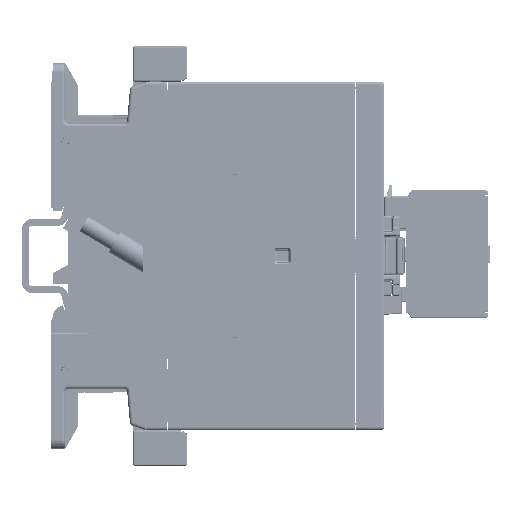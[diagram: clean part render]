
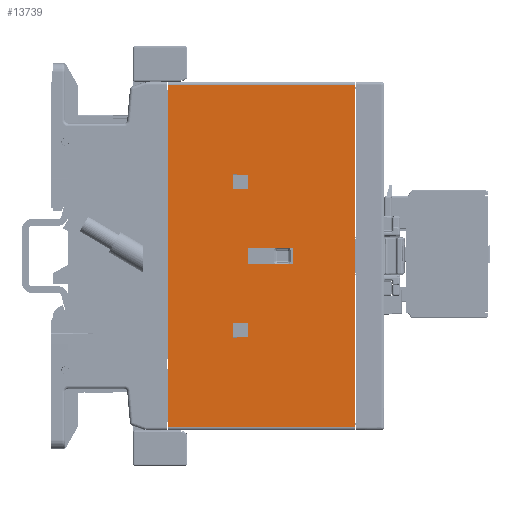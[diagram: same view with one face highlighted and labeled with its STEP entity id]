
A CAD part, left-side view. The second image highlights one B-rep face of the part: STEP entity #13739.
In plain terms, the highlighted planar face has unit normal (-1, 0, 0).
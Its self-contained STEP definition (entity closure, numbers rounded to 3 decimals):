
#5667=FACE_BOUND('',#30975,.T.);
#5668=FACE_BOUND('',#30976,.T.);
#5669=FACE_BOUND('',#30977,.T.);
#5670=FACE_BOUND('',#30978,.T.);
#13739=ADVANCED_FACE('',(#5667,#5668,#5669,#5670),#19768,.T.);
#19768=PLANE('',#202131);
#30975=EDGE_LOOP('',(#82675,#82676,#82677,#82678));
#30976=EDGE_LOOP('',(#82679,#82680,#82681,#82682));
#30977=EDGE_LOOP('',(#82683,#82684,#82685,#82686));
#30978=EDGE_LOOP('',(#82687,#82688,#82689,#82690));
#40950=LINE('',#286607,#58221);
#40953=LINE('',#286612,#58224);
#40957=LINE('',#286619,#58228);
#40961=LINE('',#286626,#58232);
#40964=LINE('',#286631,#58235);
#40966=LINE('',#286635,#58237);
#40969=LINE('',#286642,#58240);
#41227=LINE('',#287537,#58498);
#41228=LINE('',#287539,#58499);
#41231=LINE('',#287546,#58502);
#41234=LINE('',#287551,#58505);
#41236=LINE('',#287554,#58507);
#41308=LINE('',#287706,#58579);
#41309=LINE('',#287708,#58580);
#41310=LINE('',#287711,#58581);
#41311=LINE('',#287712,#58582);
#58221=VECTOR('',#220539,1.);
#58224=VECTOR('',#220544,1.);
#58228=VECTOR('',#220550,1.);
#58232=VECTOR('',#220556,1.);
#58235=VECTOR('',#220561,1.);
#58237=VECTOR('',#220565,1.);
#58240=VECTOR('',#220570,1.);
#58498=VECTOR('',#221420,1.);
#58499=VECTOR('',#221423,1.);
#58502=VECTOR('',#221428,1.);
#58505=VECTOR('',#221433,1.);
#58507=VECTOR('',#221437,1.);
#58579=VECTOR('',#221581,1.);
#58580=VECTOR('',#221584,1.);
#58581=VECTOR('',#221585,1.);
#58582=VECTOR('',#221586,1.);
#82675=ORIENTED_EDGE('',*,*,#156228,.F.);
#82676=ORIENTED_EDGE('',*,*,#156229,.T.);
#82677=ORIENTED_EDGE('',*,*,#156227,.F.);
#82678=ORIENTED_EDGE('',*,*,#156230,.T.);
#82679=ORIENTED_EDGE('',*,*,#156142,.T.);
#82680=ORIENTED_EDGE('',*,*,#156147,.T.);
#82681=ORIENTED_EDGE('',*,*,#155715,.T.);
#82682=ORIENTED_EDGE('',*,*,#156145,.T.);
#82683=ORIENTED_EDGE('',*,*,#155712,.T.);
#82684=ORIENTED_EDGE('',*,*,#155707,.T.);
#82685=ORIENTED_EDGE('',*,*,#156139,.T.);
#82686=ORIENTED_EDGE('',*,*,#155710,.T.);
#82687=ORIENTED_EDGE('',*,*,#155703,.T.);
#82688=ORIENTED_EDGE('',*,*,#156138,.T.);
#82689=ORIENTED_EDGE('',*,*,#155699,.T.);
#82690=ORIENTED_EDGE('',*,*,#155696,.T.);
#123184=VERTEX_POINT('',#286606);
#123185=VERTEX_POINT('',#286608);
#123186=VERTEX_POINT('',#286613);
#123187=VERTEX_POINT('',#286618);
#123188=VERTEX_POINT('',#286622);
#123189=VERTEX_POINT('',#286625);
#123190=VERTEX_POINT('',#286630);
#123191=VERTEX_POINT('',#286632);
#123194=VERTEX_POINT('',#286641);
#123195=VERTEX_POINT('',#286643);
#123466=VERTEX_POINT('',#287545);
#123467=VERTEX_POINT('',#287547);
#123510=VERTEX_POINT('',#287703);
#123511=VERTEX_POINT('',#287705);
#123512=VERTEX_POINT('',#287709);
#123513=VERTEX_POINT('',#287710);
#155696=EDGE_CURVE('',#123185,#123184,#40950,.T.);
#155699=EDGE_CURVE('',#123186,#123185,#40953,.T.);
#155703=EDGE_CURVE('',#123184,#123187,#40957,.T.);
#155707=EDGE_CURVE('',#123188,#123189,#40961,.T.);
#155710=EDGE_CURVE('',#123191,#123190,#40964,.T.);
#155712=EDGE_CURVE('',#123190,#123188,#40966,.T.);
#155715=EDGE_CURVE('',#123195,#123194,#40969,.T.);
#156138=EDGE_CURVE('',#123187,#123186,#41227,.T.);
#156139=EDGE_CURVE('',#123189,#123191,#41228,.T.);
#156142=EDGE_CURVE('',#123467,#123466,#41231,.T.);
#156145=EDGE_CURVE('',#123194,#123467,#41234,.T.);
#156147=EDGE_CURVE('',#123466,#123195,#41236,.T.);
#156227=EDGE_CURVE('',#123511,#123510,#41308,.T.);
#156228=EDGE_CURVE('',#123512,#123513,#41309,.T.);
#156229=EDGE_CURVE('',#123512,#123510,#41310,.T.);
#156230=EDGE_CURVE('',#123511,#123513,#41311,.T.);
#202131=AXIS2_PLACEMENT_3D('',#287713,#221587,#221588);
#220539=DIRECTION('',(0.,1.,-0.009));
#220544=DIRECTION('',(0.,0.,-1.));
#220550=DIRECTION('',(0.,0.,1.));
#220556=DIRECTION('',(0.,0.,1.));
#220561=DIRECTION('',(0.,0.,-1.));
#220565=DIRECTION('',(0.,1.,-0.009));
#220570=DIRECTION('',(0.,0.,-1.));
#221420=DIRECTION('',(0.,-1.,-0.009));
#221423=DIRECTION('',(0.,-1.,-0.009));
#221428=DIRECTION('',(0.,0.,1.));
#221433=DIRECTION('',(0.,1.,0.));
#221437=DIRECTION('',(0.,-1.,0.));
#221581=DIRECTION('',(0.,-1.,0.));
#221584=DIRECTION('',(0.,1.,0.));
#221585=DIRECTION('',(0.,0.,1.));
#221586=DIRECTION('',(0.,0.,-1.));
#221587=DIRECTION('',(-1.,0.,0.));
#221588=DIRECTION('',(0.,-1.,0.));
#286606=CARTESIAN_POINT('',(-131.227,-56.547,-22.443));
#286607=CARTESIAN_POINT('',(-131.227,-56.547,-22.443));
#286608=CARTESIAN_POINT('',(-131.227,-61.616,-22.399));
#286612=CARTESIAN_POINT('',(-131.227,-61.616,-22.399));
#286613=CARTESIAN_POINT('',(-131.227,-61.616,-17.634));
#286618=CARTESIAN_POINT('',(-131.227,-56.547,-17.59));
#286619=CARTESIAN_POINT('',(-131.227,-56.547,-17.59));
#286622=CARTESIAN_POINT('',(-131.227,-56.547,25.557));
#286625=CARTESIAN_POINT('',(-131.227,-56.547,30.41));
#286626=CARTESIAN_POINT('',(-131.227,-56.547,30.41));
#286630=CARTESIAN_POINT('',(-131.227,-61.616,25.601));
#286631=CARTESIAN_POINT('',(-131.227,-61.616,25.601));
#286632=CARTESIAN_POINT('',(-131.227,-61.616,30.366));
#286635=CARTESIAN_POINT('',(-131.227,-56.547,25.557));
#286641=CARTESIAN_POINT('',(-131.227,-76.112,1.452));
#286642=CARTESIAN_POINT('',(-131.227,-76.112,1.452));
#286643=CARTESIAN_POINT('',(-131.227,-76.112,6.515));
#287537=CARTESIAN_POINT('',(-131.227,-61.616,-17.634));
#287539=CARTESIAN_POINT('',(-131.227,-61.616,30.366));
#287545=CARTESIAN_POINT('',(-131.227,-61.549,6.515));
#287546=CARTESIAN_POINT('',(-131.227,-61.549,6.515));
#287547=CARTESIAN_POINT('',(-131.227,-61.549,1.452));
#287551=CARTESIAN_POINT('',(-131.227,-61.549,1.452));
#287554=CARTESIAN_POINT('',(-131.227,-76.112,6.515));
#287703=CARTESIAN_POINT('',(-131.227,-96.281,59.484));
#287705=CARTESIAN_POINT('',(-131.227,-35.481,59.484));
#287706=CARTESIAN_POINT('',(-131.227,-35.481,59.484));
#287708=CARTESIAN_POINT('',(-131.227,-96.281,-51.516));
#287709=CARTESIAN_POINT('',(-131.227,-96.281,-51.516));
#287710=CARTESIAN_POINT('',(-131.227,-35.481,-51.516));
#287711=CARTESIAN_POINT('',(-131.227,-96.281,-51.516));
#287712=CARTESIAN_POINT('',(-131.227,-35.481,-51.516));
#287713=CARTESIAN_POINT('',(-131.227,-38.281,60.484));
